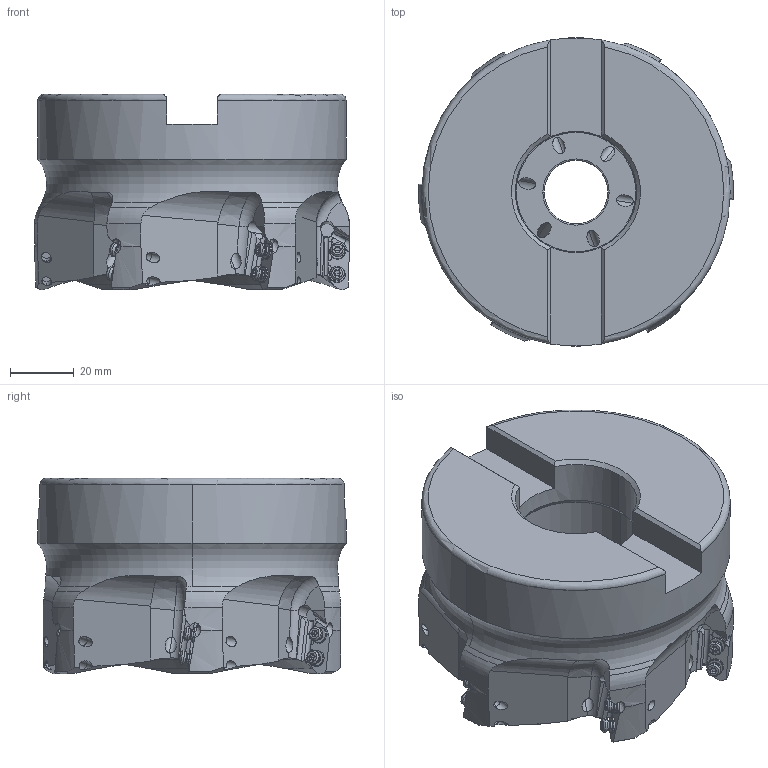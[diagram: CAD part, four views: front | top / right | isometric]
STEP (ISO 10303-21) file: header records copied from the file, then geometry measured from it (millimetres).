
FILE_DESCRIPTION(/* description */ (''),/* implementation_level */ '2;1');
FILE_NAME(/* name */ 'AXD4000UR0406EA.stp',/* time_stamp */ '2019-03-25T17:15:31+09:00',/* author */ (''),/* organization */ (''),/* preprocessor_version */ 'ST-DEVELOPER v16',/* originating_system */ 'SIEMENS PLM Software NX 10.0',/* authorisation */ '');
FILE_SCHEMA (('AUTOMOTIVE_DESIGN { 1 0 10303 214 3 1 1 1 }'));
Length unit declared in the file: millimetre
Products named in the file (1): AXD4000UR0406EA_ASM
Bounding box: 98.83 x 96.77 x 61.49 mm (x, y, z)
Volume: 317619.6 mm3; surface area: 43208.5 mm2
Topology: 13 solids, 13 shells, 831 faces, 2654 edges, 1826 vertices
Faces by surface type: cylinder 406, plane 189, cone 146, torus 66, sphere 24
Entity records: 37379 total; most frequent: CARTESIAN_POINT 13628, ORIENTED_EDGE 5260, DIRECTION 4870, EDGE_CURVE 2630, AXIS2_PLACEMENT_3D 2075, VERTEX_POINT 1826, CIRCLE 1060, EDGE_LOOP 870
